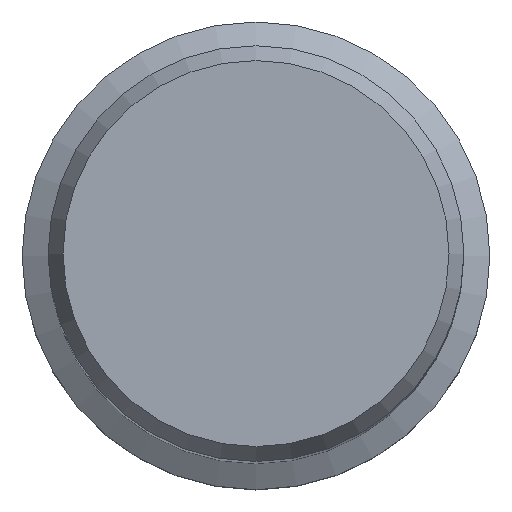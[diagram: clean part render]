
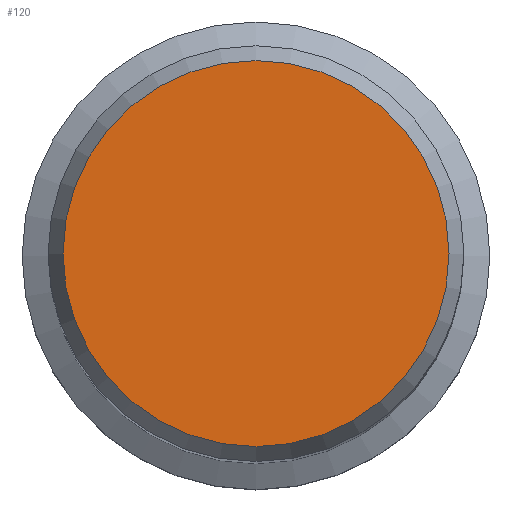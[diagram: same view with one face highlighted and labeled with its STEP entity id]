
A CAD part, top view. The second image highlights one B-rep face of the part: STEP entity #120.
In plain terms, the highlighted planar face has unit normal (0, 0, 1).
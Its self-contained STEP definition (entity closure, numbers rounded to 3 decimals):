
#120=ADVANCED_FACE('',(#134),#130,.F.);
#130=PLANE('',#346);
#134=FACE_OUTER_BOUND('',#172,.T.);
#172=EDGE_LOOP('',(#214));
#214=ORIENTED_EDGE('',*,*,#259,.T.);
#238=VERTEX_POINT('',#509);
#259=EDGE_CURVE('',#238,#238,#280,.T.);
#280=CIRCLE('',#345,7.428);
#345=AXIS2_PLACEMENT_3D('',#508,#436,#437);
#346=AXIS2_PLACEMENT_3D('',#510,#438,#439);
#436=DIRECTION('',(0.,0.,1.));
#437=DIRECTION('',(1.,0.,0.));
#438=DIRECTION('',(0.,0.,-1.));
#439=DIRECTION('',(1.,0.,0.));
#508=CARTESIAN_POINT('',(0.,0.,48.));
#509=CARTESIAN_POINT('',(7.428,0.,48.));
#510=CARTESIAN_POINT('',(0.,7.428,48.));
